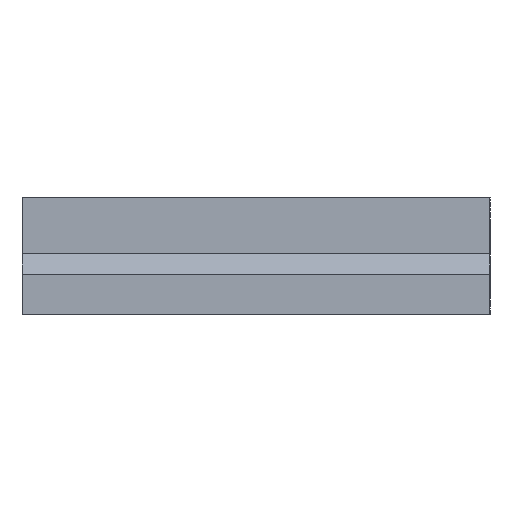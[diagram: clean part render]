
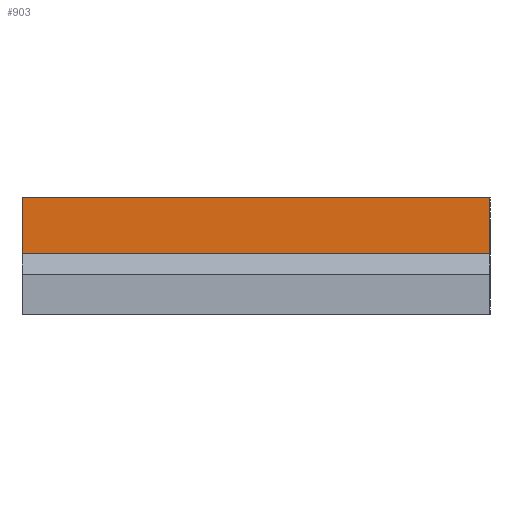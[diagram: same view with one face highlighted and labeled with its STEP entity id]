
A CAD part, left-side view. The second image highlights one B-rep face of the part: STEP entity #903.
In plain terms, the highlighted planar face has unit normal (-0.323, 0, 0.947).
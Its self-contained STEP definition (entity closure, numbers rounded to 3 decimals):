
#120=FACE_OUTER_BOUND('',#176,.T.);
#176=EDGE_LOOP('',(#747,#748,#749,#750));
#199=LINE('',#1305,#287);
#200=LINE('',#1308,#288);
#226=LINE('',#1425,#314);
#249=LINE('',#1522,#337);
#287=VECTOR('',#1033,10.);
#288=VECTOR('',#1036,10.);
#314=VECTOR('',#1132,10.);
#337=VECTOR('',#1227,10.);
#372=VERTEX_POINT('',#1298);
#375=VERTEX_POINT('',#1303);
#376=VERTEX_POINT('',#1307);
#412=VERTEX_POINT('',#1424);
#455=EDGE_CURVE('',#375,#372,#199,.T.);
#456=EDGE_CURVE('',#372,#376,#200,.T.);
#506=EDGE_CURVE('',#376,#412,#226,.T.);
#545=EDGE_CURVE('',#412,#375,#249,.T.);
#747=ORIENTED_EDGE('',*,*,#455,.F.);
#748=ORIENTED_EDGE('',*,*,#545,.F.);
#749=ORIENTED_EDGE('',*,*,#506,.F.);
#750=ORIENTED_EDGE('',*,*,#456,.F.);
#849=PLANE('',#1008);
#903=ADVANCED_FACE('',(#120),#849,.F.);
#1008=AXIS2_PLACEMENT_3D('',#1521,#1225,#1226);
#1033=DIRECTION('',(0.,1.,0.));
#1036=DIRECTION('',(0.946,0.,0.323));
#1132=DIRECTION('',(0.,-1.,0.));
#1225=DIRECTION('center_axis',(0.323,0.,-0.946));
#1226=DIRECTION('ref_axis',(-0.946,0.,-0.323));
#1227=DIRECTION('',(-0.946,0.,-0.323));
#1298=CARTESIAN_POINT('',(-58.107,30.,7.8));
#1303=CARTESIAN_POINT('',(-58.107,-30.,7.8));
#1305=CARTESIAN_POINT('',(-58.107,0.,7.8));
#1307=CARTESIAN_POINT('',(-37.,30.,15.));
#1308=CARTESIAN_POINT('',(-33.917,30.,16.052));
#1424=CARTESIAN_POINT('',(-37.,-30.,15.));
#1425=CARTESIAN_POINT('',(-37.,-15.,15.));
#1521=CARTESIAN_POINT('Origin',(-37.,-30.,15.));
#1522=CARTESIAN_POINT('',(-49.593,-30.,10.705));
